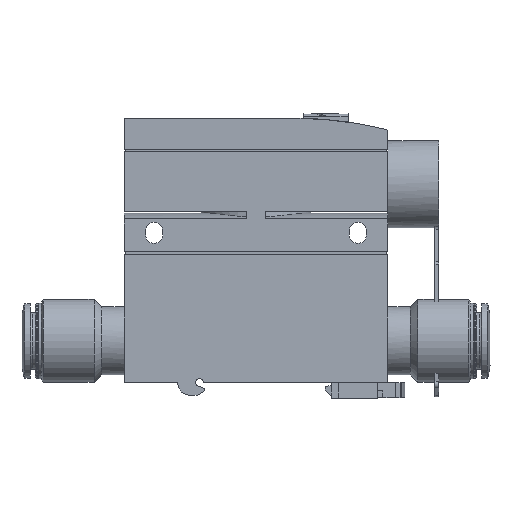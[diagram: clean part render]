
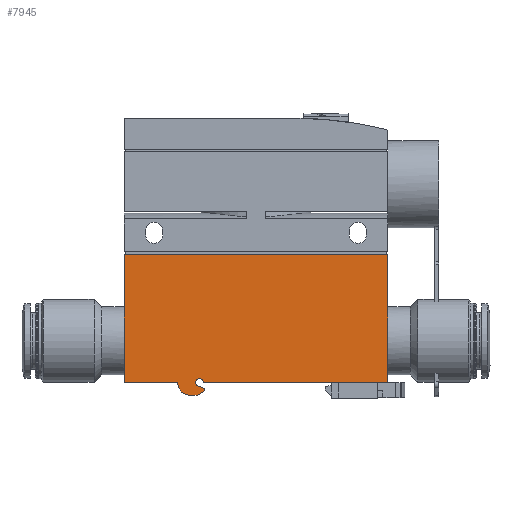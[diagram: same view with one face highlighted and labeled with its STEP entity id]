
A CAD part, left-side view. The second image highlights one B-rep face of the part: STEP entity #7945.
In plain terms, the highlighted face is planar.
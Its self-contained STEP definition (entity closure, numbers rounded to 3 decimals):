
#218=CIRCLE('',#8345,3.4);
#224=CIRCLE('',#8356,1.);
#642=ORIENTED_EDGE('',*,*,#2273,.F.);
#643=ORIENTED_EDGE('',*,*,#2259,.T.);
#644=ORIENTED_EDGE('',*,*,#2272,.T.);
#645=ORIENTED_EDGE('',*,*,#2230,.T.);
#646=ORIENTED_EDGE('',*,*,#2237,.T.);
#647=ORIENTED_EDGE('',*,*,#2240,.T.);
#648=ORIENTED_EDGE('',*,*,#2243,.T.);
#649=ORIENTED_EDGE('',*,*,#2246,.T.);
#650=ORIENTED_EDGE('',*,*,#2252,.F.);
#651=ORIENTED_EDGE('',*,*,#2254,.T.);
#652=ORIENTED_EDGE('',*,*,#2197,.T.);
#653=ORIENTED_EDGE('',*,*,#2071,.T.);
#2071=EDGE_CURVE('',#2902,#2901,#3478,.T.);
#2197=EDGE_CURVE('',#3023,#2902,#3556,.T.);
#2230=EDGE_CURVE('',#3048,#3047,#218,.T.);
#2237=EDGE_CURVE('',#3047,#3053,#3588,.T.);
#2240=EDGE_CURVE('',#3053,#3055,#3591,.T.);
#2243=EDGE_CURVE('',#3055,#3057,#3594,.T.);
#2246=EDGE_CURVE('',#3057,#3059,#3597,.T.);
#2252=EDGE_CURVE('',#3063,#3059,#224,.T.);
#2254=EDGE_CURVE('',#3063,#3023,#3601,.T.);
#2259=EDGE_CURVE('',#3068,#3069,#3605,.T.);
#2272=EDGE_CURVE('',#3069,#3048,#3618,.T.);
#2273=EDGE_CURVE('',#3068,#2901,#3619,.T.);
#2901=VERTEX_POINT('',#10633);
#2902=VERTEX_POINT('',#10635);
#3023=VERTEX_POINT('',#10942);
#3047=VERTEX_POINT('',#11004);
#3048=VERTEX_POINT('',#11006);
#3053=VERTEX_POINT('',#11018);
#3055=VERTEX_POINT('',#11024);
#3057=VERTEX_POINT('',#11030);
#3059=VERTEX_POINT('',#11036);
#3063=VERTEX_POINT('',#11047);
#3068=VERTEX_POINT('',#11062);
#3069=VERTEX_POINT('',#11063);
#3478=LINE('',#10634,#4062);
#3556=LINE('',#10941,#4140);
#3588=LINE('',#11019,#4172);
#3591=LINE('',#11025,#4175);
#3594=LINE('',#11031,#4178);
#3597=LINE('',#11037,#4181);
#3601=LINE('',#11051,#4185);
#3605=LINE('',#11061,#4189);
#3618=LINE('',#11083,#4202);
#3619=LINE('',#11085,#4203);
#4062=VECTOR('',#8873,1000.);
#4140=VECTOR('',#9057,1000.);
#4172=VECTOR('',#9119,1000.);
#4175=VECTOR('',#9124,1000.);
#4178=VECTOR('',#9129,1000.);
#4181=VECTOR('',#9134,1000.);
#4185=VECTOR('',#9150,1000.);
#4189=VECTOR('',#9158,1000.);
#4202=VECTOR('',#9173,1000.);
#4203=VECTOR('',#9176,1000.);
#4686=EDGE_LOOP('',(#642,#643,#644,#645,#646,#647,#648,#649,#650,#651,#652,
#653));
#5143=FACE_BOUND('',#4686,.T.);
#5581=PLANE('',#8361);
#7945=ADVANCED_FACE('',(#5143),#5581,.T.);
#8345=AXIS2_PLACEMENT_3D('',#11005,#9107,#9108);
#8356=AXIS2_PLACEMENT_3D('',#11048,#9145,#9146);
#8361=AXIS2_PLACEMENT_3D('',#11084,#9174,#9175);
#8873=DIRECTION('',(0.,0.,-1.));
#9057=DIRECTION('',(0.,-1.,0.));
#9107=DIRECTION('',(1.,0.,0.));
#9108=DIRECTION('',(0.,0.,-1.));
#9119=DIRECTION('',(0.,-1.,0.));
#9124=DIRECTION('',(0.,-0.866,-0.5));
#9129=DIRECTION('',(0.,0.,-1.));
#9134=DIRECTION('',(0.,0.94,-0.342));
#9145=DIRECTION('',(1.,0.,0.));
#9146=DIRECTION('',(0.,0.,-1.));
#9150=DIRECTION('',(0.,-0.707,0.707));
#9158=DIRECTION('',(0.,0.,1.));
#9173=DIRECTION('',(0.,-1.,0.));
#9174=DIRECTION('',(1.,0.,0.));
#9175=DIRECTION('',(0.,0.,-1.));
#9176=DIRECTION('',(0.,-1.,0.));
#10633=CARTESIAN_POINT('',(16.15,-34.9,-33.9));
#10634=CARTESIAN_POINT('',(16.15,-34.9,0.));
#10635=CARTESIAN_POINT('',(16.15,-34.9,0.));
#10941=CARTESIAN_POINT('',(16.15,13.9,0.));
#10942=CARTESIAN_POINT('',(16.15,13.9,0.));
#11004=CARTESIAN_POINT('',(16.15,17.35,3.4));
#11005=CARTESIAN_POINT('',(16.15,17.35,0.));
#11006=CARTESIAN_POINT('',(16.15,20.75,0.));
#11018=CARTESIAN_POINT('',(16.15,15.6,3.4));
#11019=CARTESIAN_POINT('',(16.15,17.35,3.4));
#11024=CARTESIAN_POINT('',(16.15,13.6,2.245));
#11025=CARTESIAN_POINT('',(16.15,15.6,3.4));
#11030=CARTESIAN_POINT('',(16.15,13.6,1.574));
#11031=CARTESIAN_POINT('',(16.15,13.6,2.245));
#11036=CARTESIAN_POINT('',(16.15,15.342,0.94));
#11037=CARTESIAN_POINT('',(16.15,13.6,1.574));
#11047=CARTESIAN_POINT('',(16.15,14.006,-0.106));
#11048=CARTESIAN_POINT('',(16.15,15.,0.));
#11051=CARTESIAN_POINT('',(16.15,14.006,-0.106));
#11061=CARTESIAN_POINT('',(16.15,34.9,-44.8));
#11062=CARTESIAN_POINT('',(16.15,34.9,-33.9));
#11063=CARTESIAN_POINT('',(16.15,34.9,0.));
#11083=CARTESIAN_POINT('',(16.15,34.9,0.));
#11084=CARTESIAN_POINT('',(16.15,15.,0.));
#11085=CARTESIAN_POINT('',(16.15,15.,-33.9));
